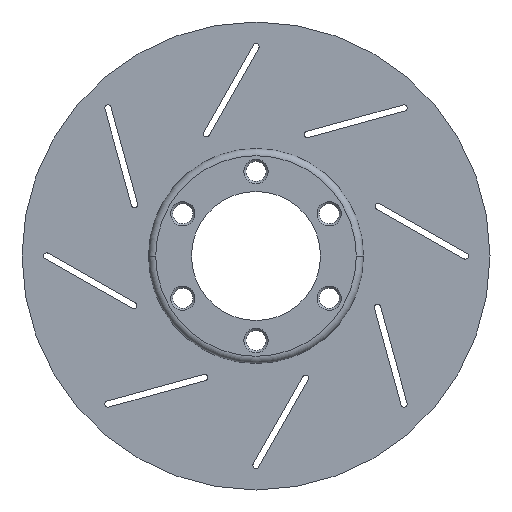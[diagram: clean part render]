
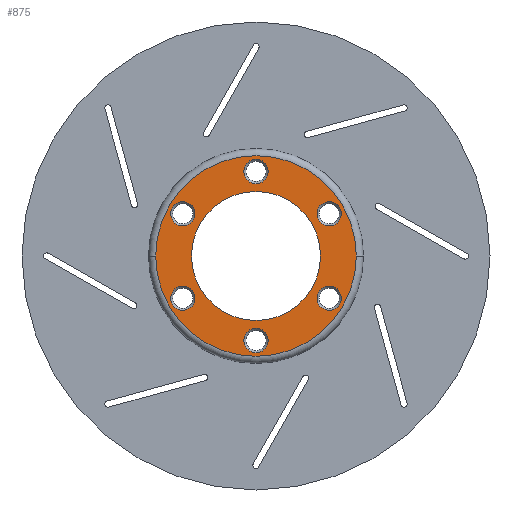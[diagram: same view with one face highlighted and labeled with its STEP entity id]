
A CAD part, left-side view. The second image highlights one B-rep face of the part: STEP entity #875.
In plain terms, the highlighted planar face has unit normal (-1, 0, 0).
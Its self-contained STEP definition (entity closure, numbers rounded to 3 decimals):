
#103=CARTESIAN_POINT('Vertex',(-45.,-45.,0.)) ;
#108=CARTESIAN_POINT('Axis2P3D Location',(-45.,0.,0.)) ;
#112=CARTESIAN_POINT('Vertex',(-45.,45.,0.)) ;
#134=CARTESIAN_POINT('Axis2P3D Location',(-45.,0.,0.)) ;
#217=CARTESIAN_POINT('Vertex',(-45.,-8.5,59.)) ;
#220=CARTESIAN_POINT('Axis2P3D Location',(-45.,0.,59.)) ;
#224=CARTESIAN_POINT('Vertex',(-45.,8.5,59.)) ;
#244=CARTESIAN_POINT('Axis2P3D Location',(-45.,0.,59.)) ;
#322=CARTESIAN_POINT('Vertex',(-45.,-55.345,22.139)) ;
#325=CARTESIAN_POINT('Axis2P3D Location',(-45.,-51.095,29.5)) ;
#329=CARTESIAN_POINT('Vertex',(-45.,-46.845,36.861)) ;
#349=CARTESIAN_POINT('Axis2P3D Location',(-45.,-51.095,29.5)) ;
#427=CARTESIAN_POINT('Vertex',(-45.,-46.845,-36.861)) ;
#430=CARTESIAN_POINT('Axis2P3D Location',(-45.,-51.095,-29.5)) ;
#434=CARTESIAN_POINT('Vertex',(-45.,-55.345,-22.139)) ;
#454=CARTESIAN_POINT('Axis2P3D Location',(-45.,-51.095,-29.5)) ;
#532=CARTESIAN_POINT('Vertex',(-45.,46.845,36.861)) ;
#535=CARTESIAN_POINT('Axis2P3D Location',(-45.,51.095,29.5)) ;
#539=CARTESIAN_POINT('Vertex',(-45.,55.345,22.139)) ;
#559=CARTESIAN_POINT('Axis2P3D Location',(-45.,51.095,29.5)) ;
#637=CARTESIAN_POINT('Vertex',(-45.,46.845,-36.861)) ;
#640=CARTESIAN_POINT('Axis2P3D Location',(-45.,51.095,-29.5)) ;
#644=CARTESIAN_POINT('Vertex',(-45.,55.345,-22.139)) ;
#664=CARTESIAN_POINT('Axis2P3D Location',(-45.,51.095,-29.5)) ;
#742=CARTESIAN_POINT('Vertex',(-45.,-8.5,-59.)) ;
#745=CARTESIAN_POINT('Axis2P3D Location',(-45.,0.,-59.)) ;
#749=CARTESIAN_POINT('Vertex',(-45.,8.5,-59.)) ;
#769=CARTESIAN_POINT('Axis2P3D Location',(-45.,0.,-59.)) ;
#824=CARTESIAN_POINT('Axis2P3D Location',(-45.,0.,0.)) ;
#829=CARTESIAN_POINT('Axis2P3D Location',(-45.,0.,0.)) ;
#833=CARTESIAN_POINT('Vertex',(-45.,-70.,0.)) ;
#835=CARTESIAN_POINT('Vertex',(-45.,70.,0.)) ;
#838=CARTESIAN_POINT('Axis2P3D Location',(-45.,0.,0.)) ;
#109=DIRECTION('Axis2P3D Direction',(-1.,-0.,0.)) ;
#135=DIRECTION('Axis2P3D Direction',(-1.,-0.,0.)) ;
#221=DIRECTION('Axis2P3D Direction',(1.,0.,0.)) ;
#245=DIRECTION('Axis2P3D Direction',(1.,0.,0.)) ;
#326=DIRECTION('Axis2P3D Direction',(1.,-0.,0.)) ;
#350=DIRECTION('Axis2P3D Direction',(1.,0.,0.)) ;
#431=DIRECTION('Axis2P3D Direction',(1.,0.,0.)) ;
#455=DIRECTION('Axis2P3D Direction',(1.,0.,0.)) ;
#536=DIRECTION('Axis2P3D Direction',(1.,0.,0.)) ;
#560=DIRECTION('Axis2P3D Direction',(1.,0.,0.)) ;
#641=DIRECTION('Axis2P3D Direction',(1.,-0.,0.)) ;
#665=DIRECTION('Axis2P3D Direction',(1.,0.,0.)) ;
#746=DIRECTION('Axis2P3D Direction',(1.,-0.,0.)) ;
#770=DIRECTION('Axis2P3D Direction',(1.,0.,0.)) ;
#825=DIRECTION('Axis2P3D Direction',(1.,0.,0.)) ;
#826=DIRECTION('Axis2P3D XDirection',(0.,1.,0.)) ;
#830=DIRECTION('Axis2P3D Direction',(1.,0.,0.)) ;
#839=DIRECTION('Axis2P3D Direction',(1.,0.,0.)) ;
#110=AXIS2_PLACEMENT_3D('Circle Axis2P3D',#108,#109,$) ;
#136=AXIS2_PLACEMENT_3D('Circle Axis2P3D',#134,#135,$) ;
#222=AXIS2_PLACEMENT_3D('Circle Axis2P3D',#220,#221,$) ;
#246=AXIS2_PLACEMENT_3D('Circle Axis2P3D',#244,#245,$) ;
#327=AXIS2_PLACEMENT_3D('Circle Axis2P3D',#325,#326,$) ;
#351=AXIS2_PLACEMENT_3D('Circle Axis2P3D',#349,#350,$) ;
#432=AXIS2_PLACEMENT_3D('Circle Axis2P3D',#430,#431,$) ;
#456=AXIS2_PLACEMENT_3D('Circle Axis2P3D',#454,#455,$) ;
#537=AXIS2_PLACEMENT_3D('Circle Axis2P3D',#535,#536,$) ;
#561=AXIS2_PLACEMENT_3D('Circle Axis2P3D',#559,#560,$) ;
#642=AXIS2_PLACEMENT_3D('Circle Axis2P3D',#640,#641,$) ;
#666=AXIS2_PLACEMENT_3D('Circle Axis2P3D',#664,#665,$) ;
#747=AXIS2_PLACEMENT_3D('Circle Axis2P3D',#745,#746,$) ;
#771=AXIS2_PLACEMENT_3D('Circle Axis2P3D',#769,#770,$) ;
#827=AXIS2_PLACEMENT_3D('Plane Axis2P3D',#824,#825,#826) ;
#831=AXIS2_PLACEMENT_3D('Circle Axis2P3D',#829,#830,$) ;
#840=AXIS2_PLACEMENT_3D('Circle Axis2P3D',#838,#839,$) ;
#844=ORIENTED_EDGE('',*,*,#837,.F.) ;
#845=ORIENTED_EDGE('',*,*,#842,.F.) ;
#848=ORIENTED_EDGE('',*,*,#751,.F.) ;
#849=ORIENTED_EDGE('',*,*,#773,.F.) ;
#852=ORIENTED_EDGE('',*,*,#646,.F.) ;
#853=ORIENTED_EDGE('',*,*,#668,.F.) ;
#856=ORIENTED_EDGE('',*,*,#541,.F.) ;
#857=ORIENTED_EDGE('',*,*,#563,.F.) ;
#860=ORIENTED_EDGE('',*,*,#436,.F.) ;
#861=ORIENTED_EDGE('',*,*,#458,.F.) ;
#864=ORIENTED_EDGE('',*,*,#331,.F.) ;
#865=ORIENTED_EDGE('',*,*,#353,.F.) ;
#868=ORIENTED_EDGE('',*,*,#226,.F.) ;
#869=ORIENTED_EDGE('',*,*,#248,.F.) ;
#872=ORIENTED_EDGE('',*,*,#138,.F.) ;
#873=ORIENTED_EDGE('',*,*,#114,.F.) ;
#850=FACE_BOUND('',#847,.T.) ;
#854=FACE_BOUND('',#851,.T.) ;
#858=FACE_BOUND('',#855,.T.) ;
#862=FACE_BOUND('',#859,.T.) ;
#866=FACE_BOUND('',#863,.T.) ;
#870=FACE_BOUND('',#867,.T.) ;
#874=FACE_BOUND('',#871,.T.) ;
#875=ADVANCED_FACE('PartBody',(#846,#850,#854,#858,#862,#866,#870,#874),#828,.F.) ;
#111=CIRCLE('generated circle',#110,45.) ;
#137=CIRCLE('generated circle',#136,45.) ;
#223=CIRCLE('generated circle',#222,8.5) ;
#247=CIRCLE('generated circle',#246,8.5) ;
#328=CIRCLE('generated circle',#327,8.5) ;
#352=CIRCLE('generated circle',#351,8.5) ;
#433=CIRCLE('generated circle',#432,8.5) ;
#457=CIRCLE('generated circle',#456,8.5) ;
#538=CIRCLE('generated circle',#537,8.5) ;
#562=CIRCLE('generated circle',#561,8.5) ;
#643=CIRCLE('generated circle',#642,8.5) ;
#667=CIRCLE('generated circle',#666,8.5) ;
#748=CIRCLE('generated circle',#747,8.5) ;
#772=CIRCLE('generated circle',#771,8.5) ;
#832=CIRCLE('generated circle',#831,70.) ;
#841=CIRCLE('generated circle',#840,70.) ;
#114=EDGE_CURVE('',#104,#113,#111,.T.) ;
#138=EDGE_CURVE('',#113,#104,#137,.T.) ;
#226=EDGE_CURVE('',#218,#225,#223,.F.) ;
#248=EDGE_CURVE('',#225,#218,#247,.F.) ;
#331=EDGE_CURVE('',#323,#330,#328,.F.) ;
#353=EDGE_CURVE('',#330,#323,#352,.F.) ;
#436=EDGE_CURVE('',#428,#435,#433,.F.) ;
#458=EDGE_CURVE('',#435,#428,#457,.F.) ;
#541=EDGE_CURVE('',#533,#540,#538,.F.) ;
#563=EDGE_CURVE('',#540,#533,#562,.F.) ;
#646=EDGE_CURVE('',#638,#645,#643,.F.) ;
#668=EDGE_CURVE('',#645,#638,#667,.F.) ;
#751=EDGE_CURVE('',#743,#750,#748,.F.) ;
#773=EDGE_CURVE('',#750,#743,#772,.F.) ;
#837=EDGE_CURVE('',#834,#836,#832,.T.) ;
#842=EDGE_CURVE('',#836,#834,#841,.T.) ;
#843=EDGE_LOOP('',(#844,#845)) ;
#847=EDGE_LOOP('',(#848,#849)) ;
#851=EDGE_LOOP('',(#852,#853)) ;
#855=EDGE_LOOP('',(#856,#857)) ;
#859=EDGE_LOOP('',(#860,#861)) ;
#863=EDGE_LOOP('',(#864,#865)) ;
#867=EDGE_LOOP('',(#868,#869)) ;
#871=EDGE_LOOP('',(#872,#873)) ;
#846=FACE_OUTER_BOUND('',#843,.T.) ;
#828=PLANE('',#827) ;
#104=VERTEX_POINT('',#103) ;
#113=VERTEX_POINT('',#112) ;
#218=VERTEX_POINT('',#217) ;
#225=VERTEX_POINT('',#224) ;
#323=VERTEX_POINT('',#322) ;
#330=VERTEX_POINT('',#329) ;
#428=VERTEX_POINT('',#427) ;
#435=VERTEX_POINT('',#434) ;
#533=VERTEX_POINT('',#532) ;
#540=VERTEX_POINT('',#539) ;
#638=VERTEX_POINT('',#637) ;
#645=VERTEX_POINT('',#644) ;
#743=VERTEX_POINT('',#742) ;
#750=VERTEX_POINT('',#749) ;
#834=VERTEX_POINT('',#833) ;
#836=VERTEX_POINT('',#835) ;
